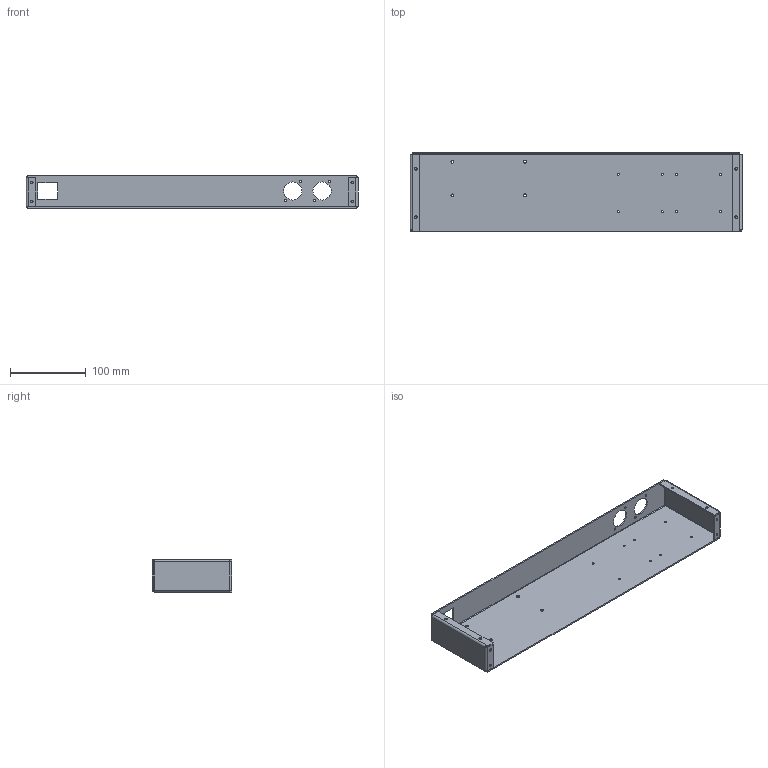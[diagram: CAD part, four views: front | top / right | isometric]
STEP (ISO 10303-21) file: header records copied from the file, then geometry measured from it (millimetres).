
FILE_DESCRIPTION(('FreeCAD Model'),'2;1');
FILE_NAME('Open CASCADE Shape Model','2025-03-03T17:24:15',(''),(''), 'Open CASCADE STEP processor 7.6','FreeCAD','Unknown');
FILE_SCHEMA(('AUTOMOTIVE_DESIGN { 1 0 10303 214 1 1 1 1 }'));
Length unit declared in the file: millimetre
Products named in the file (1): Bottom
Bounding box: 437.08 x 104.24 x 42.42 mm (x, y, z)
Volume: 135184.5 mm3; surface area: 147401 mm2
Topology: 1 solids, 1 shells, 96 faces, 226 edges, 132 vertices
Faces by surface type: plane 56, cylinder 40
Full cylindrical faces by diameter (mm): 2.7 x4, 2.8 x4, 3 x4, 3.3 x8, 3.962 x4, 24 x2
Entity records: 2824 total; most frequent: DIRECTION 492, CARTESIAN_POINT 463, ORIENTED_EDGE 452, EDGE_CURVE 226, AXIS2_PLACEMENT_3D 177, FACE_BOUND 150, EDGE_LOOP 150, LINE 138
